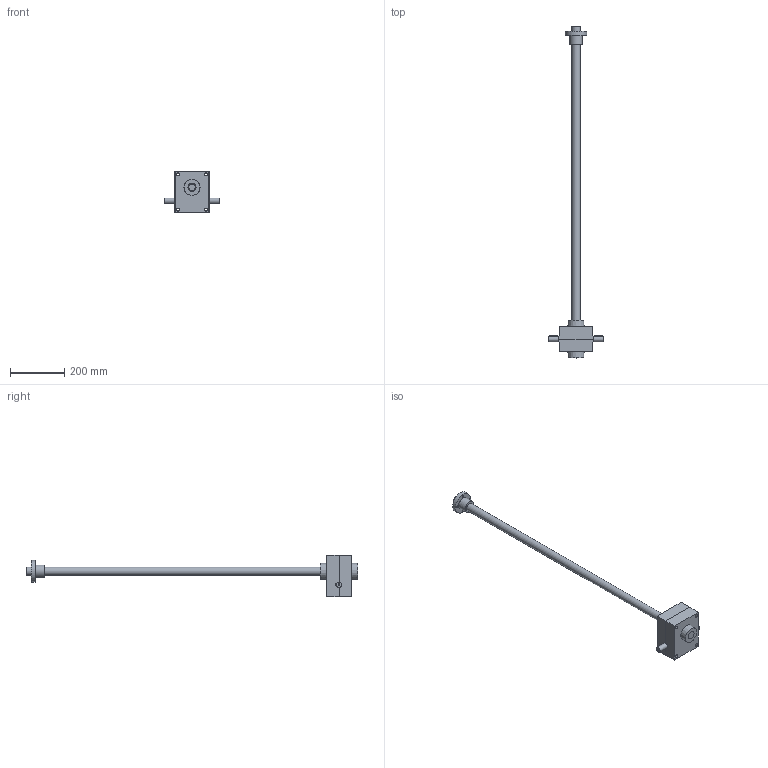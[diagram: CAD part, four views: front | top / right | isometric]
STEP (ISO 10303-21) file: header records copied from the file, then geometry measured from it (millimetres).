
FILE_DESCRIPTION( ( 'STEP AP214' ), ' ' );
FILE_NAME( 'TPR630_B_R.1_30_C.1000_-_-.stp', '2017-08-20T13:59:49', ( '' ), ( '' ), ' ', 'PARTsolutions', ' ' );
FILE_SCHEMA( ( 'AUTOMOTIVE_DESIGN { 1 0 10303 214 1 1 1 1 }' ) );
Length unit declared in the file: millimetre
Products named in the file (6): TPR630_B_R.1/30_C.1000_-_-; _TP6301-case; _TP630-shaft; _TPRA63010001-spindle; _630_1-te; _TPA630-chicciolla
Assembly tree (6 placements, depth 2):
  TPR630_B_R.1/30_C.1000_-_-
    _TP6301-case
    _TP630-shaft  x2
    _TPRA63010001-spindle
    _630_1-te
    _TPA630-chicciolla
Bounding box: 206 x 1228 x 155 mm (x, y, z)
Volume: 2781318.4 mm3; surface area: 280663.9 mm2
Topology: 5 solids, 5 shells, 155 faces, 394 edges, 261 vertices
Faces by surface type: plane 96, cylinder 49, cone 10
Full cylindrical faces by diameter (mm): 4.917 x2, 7 x4, 11 x4, 20 x3, 24 x2, 30 x1, 46 x1, 80 x1
Entity records: 5576 total; most frequent: CARTESIAN_POINT 795, DIRECTION 740, ORIENTED_EDGE 682, EDGE_CURVE 341, AXIS2_PLACEMENT_3D 250, VERTEX_POINT 240, LINE 240, VECTOR 240
